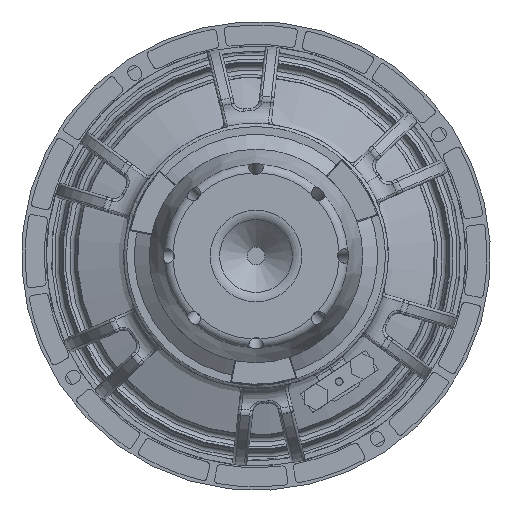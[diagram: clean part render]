
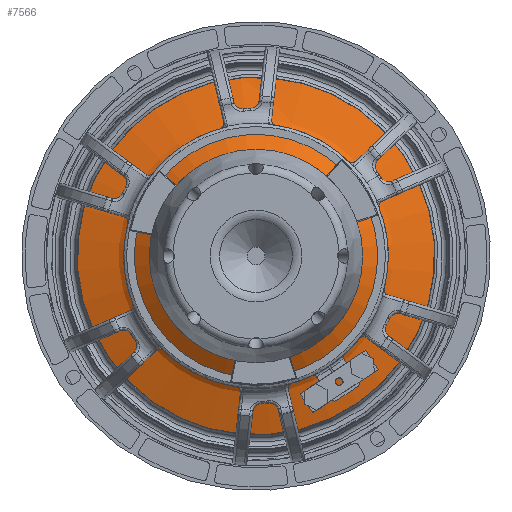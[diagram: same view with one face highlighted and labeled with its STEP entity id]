
A CAD part, front view. The second image highlights one B-rep face of the part: STEP entity #7566.
In plain terms, the highlighted toroidal (fillet/blend) face has major radius 113.194 mm and minor radius 87.409 mm.
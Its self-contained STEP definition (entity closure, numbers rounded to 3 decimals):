
#49 = CARTESIAN_POINT ( 'NONE',  ( 9.17, 77.089, 99.077 ) ) ;
#1501 = EDGE_LOOP ( 'NONE', ( #29188 ) ) ;
#1817 = AXIS2_PLACEMENT_3D ( 'NONE', #30857, #33099, #1879 ) ;
#1879 = DIRECTION ( 'NONE',  ( 0.092, 0., 0.996 ) ) ;
#2764 = DIRECTION ( 'NONE',  ( -0.092, 0., -0.996 ) ) ;
#4033 = ORIENTED_EDGE ( 'NONE', *, *, #7264, .T. ) ;
#5462 = EDGE_LOOP ( 'NONE', ( #4033 ) ) ;
#6188 = CARTESIAN_POINT ( 'NONE',  ( -3.695, 38.682, -39.922 ) ) ;
#6551 = EDGE_CURVE ( 'NONE', #10494, #10494, #6695, .T. ) ;
#6695 = CIRCLE ( 'NONE', #15443, 99.5 ) ;
#7264 = EDGE_CURVE ( 'NONE', #13576, #13576, #17116, .T. ) ;
#7566 = ADVANCED_FACE ( 'NONE', ( #25712, #30514 ), #13305, .F. ) ;
#10494 = VERTEX_POINT ( 'NONE', #49 ) ;
#13305 = TOROIDAL_SURFACE ( 'NONE', #1817, 113.194, 87.409 ) ;
#13576 = VERTEX_POINT ( 'NONE', #6188 ) ;
#15443 = AXIS2_PLACEMENT_3D ( 'NONE', #18827, #29128, #16566 ) ;
#16566 = DIRECTION ( 'NONE',  ( 0.092, 0., 0.996 ) ) ;
#17116 = CIRCLE ( 'NONE', #26480, 40.093 ) ;
#18532 = CARTESIAN_POINT ( 'NONE',  ( 0., 38.682, 0. ) ) ;
#18827 = CARTESIAN_POINT ( 'NONE',  ( 0., 77.089, 0. ) ) ;
#25712 = FACE_OUTER_BOUND ( 'NONE', #1501, .T. ) ;
#26270 = DIRECTION ( 'NONE',  ( 0., 1., 0. ) ) ;
#26480 = AXIS2_PLACEMENT_3D ( 'NONE', #18532, #26270, #2764 ) ;
#29128 = DIRECTION ( 'NONE',  ( 0., 1., 0. ) ) ;
#29188 = ORIENTED_EDGE ( 'NONE', *, *, #6551, .F. ) ;
#30514 = FACE_OUTER_BOUND ( 'NONE', #5462, .T. ) ;
#30857 = CARTESIAN_POINT ( 'NONE',  ( 0., -9.241, 0. ) ) ;
#33099 = DIRECTION ( 'NONE',  ( 0., 1., 0. ) ) ;
